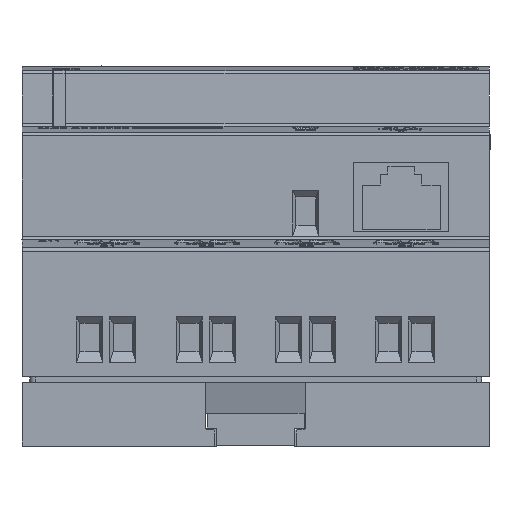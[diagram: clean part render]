
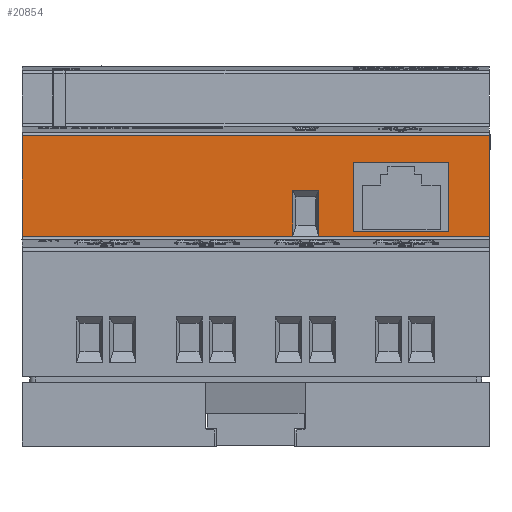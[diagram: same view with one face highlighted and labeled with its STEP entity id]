
A CAD part, front view. The second image highlights one B-rep face of the part: STEP entity #20854.
In plain terms, the highlighted face is planar.
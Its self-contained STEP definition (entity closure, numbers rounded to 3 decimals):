
#20518=FACE_BOUND('',#27590,.T.);
#20519=FACE_BOUND('',#27591,.T.);
#20520=FACE_BOUND('',#27592,.T.);
#20854=ADVANCED_FACE('',(#20518,#20519,#20520),#23393,.T.);
#23393=PLANE('',#64169);
#27590=EDGE_LOOP('',(#30772,#30773,#30774,#30775));
#27591=EDGE_LOOP('',(#30776,#30777,#30778,#30779));
#27592=EDGE_LOOP('',(#30780,#30781,#30782,#30783));
#30772=ORIENTED_EDGE('',*,*,#47498,.F.);
#30773=ORIENTED_EDGE('',*,*,#47499,.F.);
#30774=ORIENTED_EDGE('',*,*,#47500,.F.);
#30775=ORIENTED_EDGE('',*,*,#47501,.F.);
#30776=ORIENTED_EDGE('',*,*,#47502,.T.);
#30777=ORIENTED_EDGE('',*,*,#47503,.T.);
#30778=ORIENTED_EDGE('',*,*,#47504,.T.);
#30779=ORIENTED_EDGE('',*,*,#47505,.T.);
#30780=ORIENTED_EDGE('',*,*,#47506,.F.);
#30781=ORIENTED_EDGE('',*,*,#47497,.F.);
#30782=ORIENTED_EDGE('',*,*,#47108,.T.);
#30783=ORIENTED_EDGE('',*,*,#47507,.T.);
#42930=VERTEX_POINT('',#79547);
#42931=VERTEX_POINT('',#79549);
#43281=VERTEX_POINT('',#80747);
#43282=VERTEX_POINT('',#80751);
#43283=VERTEX_POINT('',#80752);
#43284=VERTEX_POINT('',#80754);
#43285=VERTEX_POINT('',#80756);
#43286=VERTEX_POINT('',#80759);
#43287=VERTEX_POINT('',#80760);
#43288=VERTEX_POINT('',#80762);
#43289=VERTEX_POINT('',#80764);
#43290=VERTEX_POINT('',#80767);
#47108=EDGE_CURVE('',#42931,#42930,#53396,.T.);
#47497=EDGE_CURVE('',#42931,#43281,#53661,.T.);
#47498=EDGE_CURVE('',#43282,#43283,#53662,.T.);
#47499=EDGE_CURVE('',#43284,#43282,#53663,.T.);
#47500=EDGE_CURVE('',#43285,#43284,#53664,.T.);
#47501=EDGE_CURVE('',#43283,#43285,#53665,.T.);
#47502=EDGE_CURVE('',#43286,#43287,#53666,.T.);
#47503=EDGE_CURVE('',#43287,#43288,#53667,.T.);
#47504=EDGE_CURVE('',#43288,#43289,#53668,.T.);
#47505=EDGE_CURVE('',#43289,#43286,#53669,.T.);
#47506=EDGE_CURVE('',#43281,#43290,#53670,.T.);
#47507=EDGE_CURVE('',#42930,#43290,#53671,.T.);
#53396=LINE('',#79548,#57064);
#53661=LINE('',#80748,#57329);
#53662=LINE('',#80750,#57330);
#53663=LINE('',#80753,#57331);
#53664=LINE('',#80755,#57332);
#53665=LINE('',#80757,#57333);
#53666=LINE('',#80758,#57334);
#53667=LINE('',#80761,#57335);
#53668=LINE('',#80763,#57336);
#53669=LINE('',#80765,#57337);
#53670=LINE('',#80766,#57338);
#53671=LINE('',#80768,#57339);
#57064=VECTOR('',#67892,1.);
#57329=VECTOR('',#68405,1.);
#57330=VECTOR('',#68408,1.);
#57331=VECTOR('',#68409,1.);
#57332=VECTOR('',#68410,1.);
#57333=VECTOR('',#68411,1.);
#57334=VECTOR('',#68412,1.);
#57335=VECTOR('',#68413,1.);
#57336=VECTOR('',#68414,1.);
#57337=VECTOR('',#68415,1.);
#57338=VECTOR('',#68416,1.);
#57339=VECTOR('',#68417,1.);
#64169=AXIS2_PLACEMENT_3D('',#80769,#68418,#68419);
#67892=DIRECTION('',(0.,-1.,0.));
#68405=DIRECTION('',(1.,0.,0.));
#68408=DIRECTION('',(0.,-1.,0.));
#68409=DIRECTION('',(-1.,0.,0.));
#68410=DIRECTION('',(0.,1.,0.));
#68411=DIRECTION('',(1.,0.,0.));
#68412=DIRECTION('',(-1.,0.,0.));
#68413=DIRECTION('',(0.,1.,0.));
#68414=DIRECTION('',(1.,0.,0.));
#68415=DIRECTION('',(0.,-1.,0.));
#68416=DIRECTION('',(0.,-1.,0.));
#68417=DIRECTION('',(1.,0.,0.));
#68418=DIRECTION('',(0.,0.,1.));
#68419=DIRECTION('',(0.,-1.,0.));
#79547=CARTESIAN_POINT('',(-35.75,27.05,34.));
#79548=CARTESIAN_POINT('',(-35.75,42.495,34.));
#79549=CARTESIAN_POINT('',(-35.75,42.495,34.));
#80747=CARTESIAN_POINT('',(35.75,42.495,34.));
#80748=CARTESIAN_POINT('',(-35.75,42.495,34.));
#80750=CARTESIAN_POINT('',(14.91,38.41,34.));
#80751=CARTESIAN_POINT('',(14.91,38.41,34.));
#80752=CARTESIAN_POINT('',(14.91,27.81,34.));
#80753=CARTESIAN_POINT('',(29.51,38.41,34.));
#80754=CARTESIAN_POINT('',(29.51,38.41,34.));
#80755=CARTESIAN_POINT('',(29.51,27.81,34.));
#80756=CARTESIAN_POINT('',(29.51,27.81,34.));
#80757=CARTESIAN_POINT('',(14.91,27.81,34.));
#80758=CARTESIAN_POINT('',(6.16,27.1,34.));
#80759=CARTESIAN_POINT('',(9.66,27.1,34.));
#80760=CARTESIAN_POINT('',(5.66,27.1,34.));
#80761=CARTESIAN_POINT('',(5.66,34.1,34.));
#80762=CARTESIAN_POINT('',(5.66,34.1,34.));
#80763=CARTESIAN_POINT('',(9.16,34.1,34.));
#80764=CARTESIAN_POINT('',(9.66,34.1,34.));
#80765=CARTESIAN_POINT('',(9.66,27.1,34.));
#80766=CARTESIAN_POINT('',(35.75,42.495,34.));
#80767=CARTESIAN_POINT('',(35.75,27.05,34.));
#80768=CARTESIAN_POINT('',(-35.75,27.05,34.));
#80769=CARTESIAN_POINT('',(-35.75,42.495,34.));
